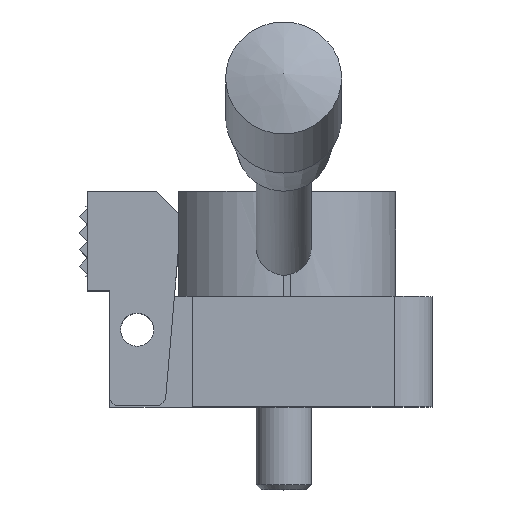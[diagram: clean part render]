
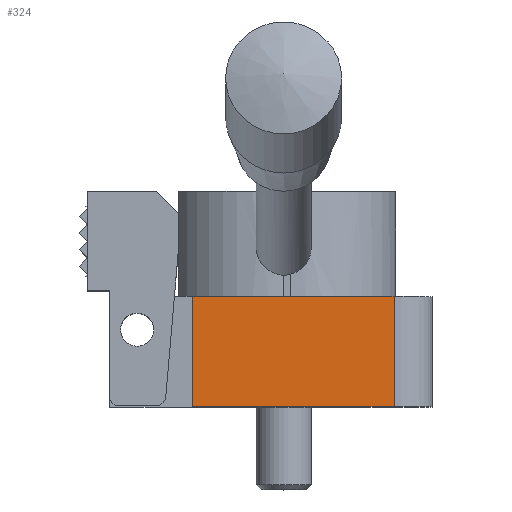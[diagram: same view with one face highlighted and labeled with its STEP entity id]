
A CAD part, top view. The second image highlights one B-rep face of the part: STEP entity #324.
In plain terms, the highlighted planar face has unit normal (0, 0, 1).
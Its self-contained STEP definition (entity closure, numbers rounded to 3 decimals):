
#324 = ADVANCED_FACE( '', ( #717 ), #718, .F. );
#717 = FACE_OUTER_BOUND( '', #1204, .T. );
#718 = PLANE( '', #1205 );
#1204 = EDGE_LOOP( '', ( #2058, #2059, #2060, #2061, #2062 ) );
#1205 = AXIS2_PLACEMENT_3D( '', #2063, #2064, #2065 );
#2058 = ORIENTED_EDGE( '', *, *, #2579, .T. );
#2059 = ORIENTED_EDGE( '', *, *, #2774, .F. );
#2060 = ORIENTED_EDGE( '', *, *, #2903, .F. );
#2061 = ORIENTED_EDGE( '', *, *, #2745, .F. );
#2062 = ORIENTED_EDGE( '', *, *, #2904, .T. );
#2063 = CARTESIAN_POINT( '', ( -16.5, 20., 20. ) );
#2064 = DIRECTION( '', ( 0., 0., -1. ) );
#2065 = DIRECTION( '', ( -1., 0., 0. ) );
#2579 = EDGE_CURVE( '', #3038, #3036, #3039, .T. );
#2745 = EDGE_CURVE( '', #3314, #3316, #3317, .T. );
#2774 = EDGE_CURVE( '', #3356, #3036, #3358, .T. );
#2903 = EDGE_CURVE( '', #3316, #3356, #3532, .T. );
#2904 = EDGE_CURVE( '', #3314, #3038, #3533, .T. );
#3036 = VERTEX_POINT( '', #3680 );
#3038 = VERTEX_POINT( '', #3682 );
#3039 = LINE( '', #3683, #3684 );
#3314 = VERTEX_POINT( '', #4075 );
#3316 = VERTEX_POINT( '', #4078 );
#3317 = LINE( '', #4079, #4080 );
#3356 = VERTEX_POINT( '', #4169 );
#3358 = LINE( '', #4171, #4172 );
#3532 = LINE( '', #4449, #4450 );
#3533 = LINE( '', #4451, #4452 );
#3680 = CARTESIAN_POINT( '', ( 20., 0., 20. ) );
#3682 = CARTESIAN_POINT( '', ( -16.5, 0., 20. ) );
#3683 = CARTESIAN_POINT( '', ( -16.5, 0., 20. ) );
#3684 = VECTOR( '', #4644, 1000. );
#4075 = CARTESIAN_POINT( '', ( -16.5, 20., 20. ) );
#4078 = CARTESIAN_POINT( '', ( 16.031, 20., 20. ) );
#4079 = CARTESIAN_POINT( '', ( -16.5, 20., 20. ) );
#4080 = VECTOR( '', #4795, 1000. );
#4169 = CARTESIAN_POINT( '', ( 20., 20., 20. ) );
#4171 = CARTESIAN_POINT( '', ( 20., 20., 20. ) );
#4172 = VECTOR( '', #4829, 1000. );
#4449 = CARTESIAN_POINT( '', ( -16.5, 20., 20. ) );
#4450 = VECTOR( '', #4941, 1000. );
#4451 = CARTESIAN_POINT( '', ( -16.5, 20., 20. ) );
#4452 = VECTOR( '', #4942, 1000. );
#4644 = DIRECTION( '', ( 1., 0., 0. ) );
#4795 = DIRECTION( '', ( 1., 0., 0. ) );
#4829 = DIRECTION( '', ( 0., -1., 0. ) );
#4941 = DIRECTION( '', ( 1., 0., 0. ) );
#4942 = DIRECTION( '', ( 0., -1., 0. ) );
